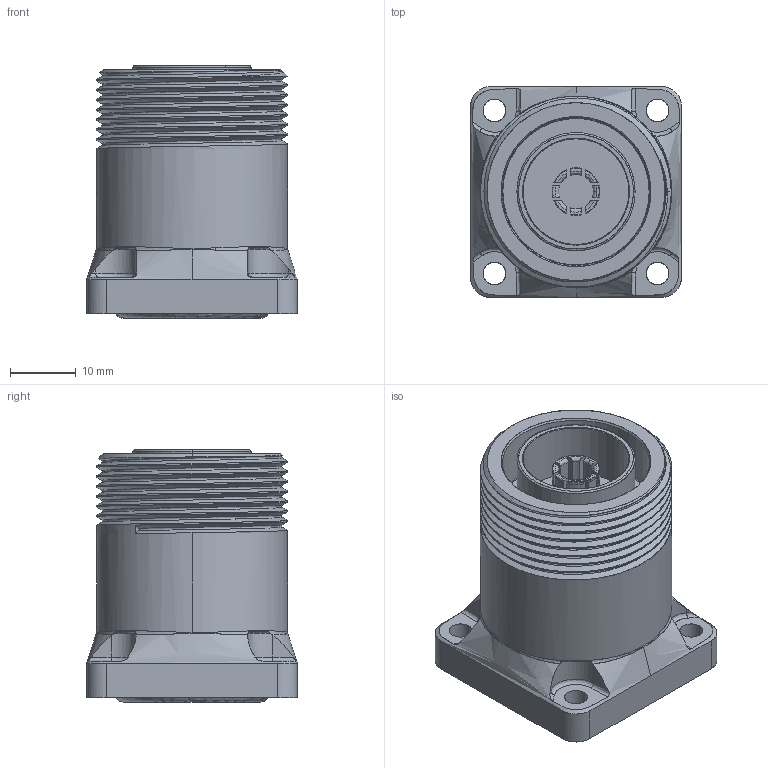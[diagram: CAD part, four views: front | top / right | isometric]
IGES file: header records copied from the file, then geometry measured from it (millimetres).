
Start section: SolidWorks IGES file using analytic representation for surfaces
Global section: file name: R187.413.000A.IGS; native system: SolidWorks 2006 by SolidWorks Corporation; preprocessor: SolidWorks 2006 by SolidWorks Corporation; author: RAYMOND_G; date: 080606.153009; units: millimetre
Bounding box: 32 x 32 x 38.31 mm (x, y, z)
Surface area: 8925.5 mm2 (no closed solid volume)
Topology: 0 solids, 0 shells, 238 faces, 3123 edges, 3099 vertices
Faces by surface type: revolution 144, bspline 94
